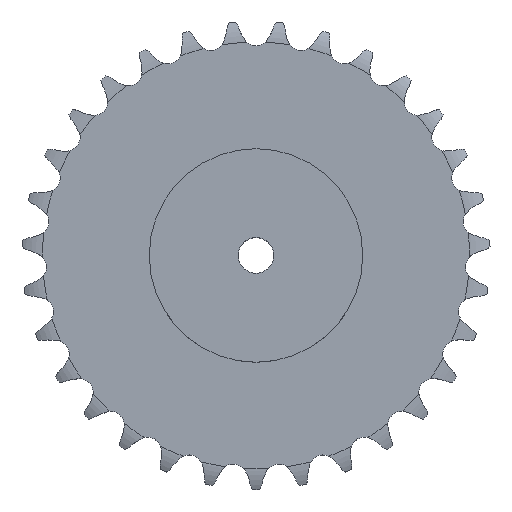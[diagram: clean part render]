
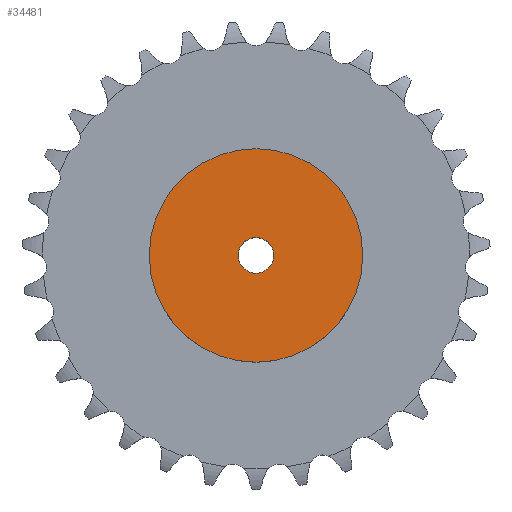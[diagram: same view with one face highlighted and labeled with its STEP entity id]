
A CAD part, top view. The second image highlights one B-rep face of the part: STEP entity #34481.
In plain terms, the highlighted planar face has unit normal (0, 0, 1).
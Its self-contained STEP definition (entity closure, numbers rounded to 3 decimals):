
#4035 = CYLINDRICAL_SURFACE('',#4036,75.);
#4036 = AXIS2_PLACEMENT_3D('',#4037,#4038,#4039);
#4037 = CARTESIAN_POINT('',(0.,0.,0.));
#4038 = DIRECTION('',(-0.,-0.,-1.));
#4039 = DIRECTION('',(1.,0.,0.));
#21706 = VERTEX_POINT('',#21707);
#21707 = CARTESIAN_POINT('',(75.,0.,55.));
#21728 = EDGE_CURVE('',#21706,#21706,#21729,.T.);
#21729 = SURFACE_CURVE('',#21730,(#21735,#21742),.PCURVE_S1.);
#21730 = CIRCLE('',#21731,75.);
#21731 = AXIS2_PLACEMENT_3D('',#21732,#21733,#21734);
#21732 = CARTESIAN_POINT('',(0.,0.,55.));
#21733 = DIRECTION('',(0.,0.,1.));
#21734 = DIRECTION('',(1.,0.,0.));
#21735 = PCURVE('',#4035,#21736);
#21736 = DEFINITIONAL_REPRESENTATION('',(#21737),#21741);
#21737 = LINE('',#21738,#21739);
#21738 = CARTESIAN_POINT('',(-0.,-55.));
#21739 = VECTOR('',#21740,1.);
#21740 = DIRECTION('',(-1.,0.));
#21741 = ( GEOMETRIC_REPRESENTATION_CONTEXT(2) 
PARAMETRIC_REPRESENTATION_CONTEXT() REPRESENTATION_CONTEXT('2D SPACE',''
  ) );
#21742 = PCURVE('',#21743,#21748);
#21743 = PLANE('',#21744);
#21744 = AXIS2_PLACEMENT_3D('',#21745,#21746,#21747);
#21745 = CARTESIAN_POINT('',(0.,0.,55.)
  );
#21746 = DIRECTION('',(0.,0.,1.));
#21747 = DIRECTION('',(1.,0.,0.));
#21748 = DEFINITIONAL_REPRESENTATION('',(#21749),#21753);
#21749 = CIRCLE('',#21750,75.);
#21750 = AXIS2_PLACEMENT_2D('',#21751,#21752);
#21751 = CARTESIAN_POINT('',(0.,0.));
#21752 = DIRECTION('',(1.,0.));
#21753 = ( GEOMETRIC_REPRESENTATION_CONTEXT(2) 
PARAMETRIC_REPRESENTATION_CONTEXT() REPRESENTATION_CONTEXT('2D SPACE',''
  ) );
#29400 = CYLINDRICAL_SURFACE('',#29401,12.5);
#29401 = AXIS2_PLACEMENT_3D('',#29402,#29403,#29404);
#29402 = CARTESIAN_POINT('',(0.,0.,497.073));
#29403 = DIRECTION('',(0.,0.,1.));
#29404 = DIRECTION('',(1.,0.,0.));
#34481 = ADVANCED_FACE('',(#34482,#34485),#21743,.T.);
#34482 = FACE_BOUND('',#34483,.T.);
#34483 = EDGE_LOOP('',(#34484));
#34484 = ORIENTED_EDGE('',*,*,#21728,.T.);
#34485 = FACE_BOUND('',#34486,.T.);
#34486 = EDGE_LOOP('',(#34487));
#34487 = ORIENTED_EDGE('',*,*,#34488,.F.);
#34488 = EDGE_CURVE('',#34489,#34489,#34491,.T.);
#34489 = VERTEX_POINT('',#34490);
#34490 = CARTESIAN_POINT('',(12.5,0.,55.));
#34491 = SURFACE_CURVE('',#34492,(#34497,#34504),.PCURVE_S1.);
#34492 = CIRCLE('',#34493,12.5);
#34493 = AXIS2_PLACEMENT_3D('',#34494,#34495,#34496);
#34494 = CARTESIAN_POINT('',(0.,0.,55.));
#34495 = DIRECTION('',(0.,0.,1.));
#34496 = DIRECTION('',(1.,0.,0.));
#34497 = PCURVE('',#21743,#34498);
#34498 = DEFINITIONAL_REPRESENTATION('',(#34499),#34503);
#34499 = CIRCLE('',#34500,12.5);
#34500 = AXIS2_PLACEMENT_2D('',#34501,#34502);
#34501 = CARTESIAN_POINT('',(0.,0.));
#34502 = DIRECTION('',(1.,0.));
#34503 = ( GEOMETRIC_REPRESENTATION_CONTEXT(2) 
PARAMETRIC_REPRESENTATION_CONTEXT() REPRESENTATION_CONTEXT('2D SPACE',''
  ) );
#34504 = PCURVE('',#29400,#34505);
#34505 = DEFINITIONAL_REPRESENTATION('',(#34506),#34510);
#34506 = LINE('',#34507,#34508);
#34507 = CARTESIAN_POINT('',(0.,-442.073));
#34508 = VECTOR('',#34509,1.);
#34509 = DIRECTION('',(1.,0.));
#34510 = ( GEOMETRIC_REPRESENTATION_CONTEXT(2) 
PARAMETRIC_REPRESENTATION_CONTEXT() REPRESENTATION_CONTEXT('2D SPACE',''
  ) );
